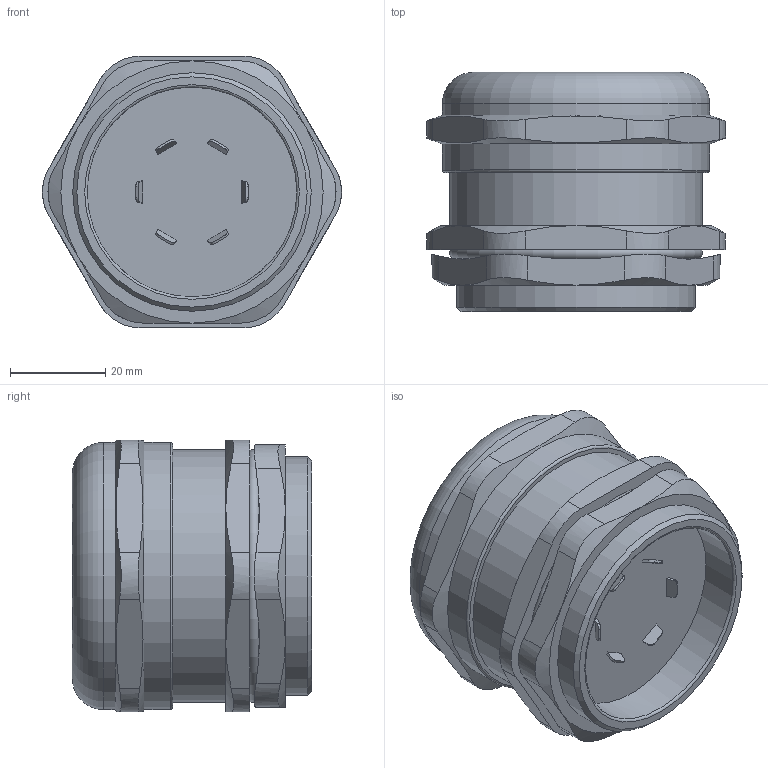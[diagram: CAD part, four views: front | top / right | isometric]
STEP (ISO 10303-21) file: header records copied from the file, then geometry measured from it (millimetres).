
FILE_DESCRIPTION(/* description */ (''),/* implementation_level */ '2;1');
FILE_NAME(/* name */ '',/* time_stamp */ '2023-07-17T11:38:07+07:00',/* author */ ('zeta-09'),/* organization */ (''),/* preprocessor_version */ 'ST-DEVELOPER v19.2',/* originating_system */ 'Autodesk Inventor 2024',/* authorisation */ '');
FILE_SCHEMA (('AUTOMOTIVE_DESIGN { 1 0 10303 214 3 1 1 }','INTEGRATED_CNC_SCHEMA','MODEL_BASED_INTEGRATED_MANUFACTURING_SCHEMA'));
Length unit declared in the file: millimetre
Products named in the file (1): Деталь10
Bounding box: 62.72 x 50.16 x 57 mm (x, y, z)
Volume: 105951.1 mm3; surface area: 17030.6 mm2
Topology: 1 solids, 1 shells, 120 faces, 301 edges, 196 vertices
Faces by surface type: plane 58, cylinder 36, cone 21, torus 5
Full cylindrical faces by diameter (mm): 44 x1, 50 x1, 53 x1, 56 x2
Entity records: 4023 total; most frequent: CARTESIAN_POINT 1112, ORIENTED_EDGE 602, DIRECTION 536, EDGE_CURVE 301, AXIS2_PLACEMENT_3D 200, VERTEX_POINT 196, LINE 136, VECTOR 136
